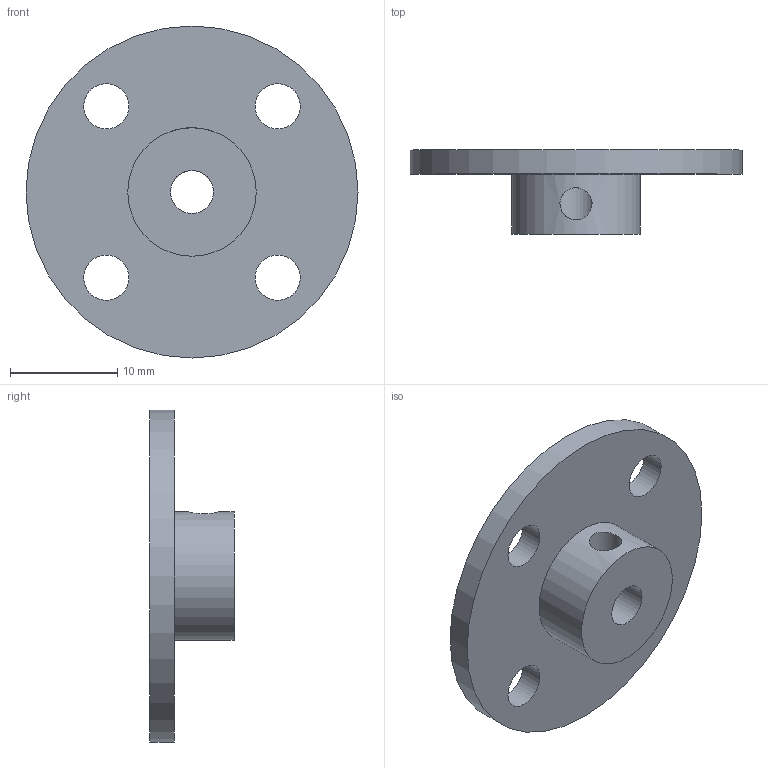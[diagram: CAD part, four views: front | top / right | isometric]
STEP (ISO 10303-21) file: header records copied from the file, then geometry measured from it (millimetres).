
FILE_DESCRIPTION( ( '' ), ' ' );
FILE_NAME( '5aba66fb2d83c510726fb0b2.step', '2018-03-27T15:44:59', ( '' ), ( '' ), ' ', ' ', ' ' );
FILE_SCHEMA( ( 'AUTOMOTIVE_DESIGN { 1 0 10303 214 1 1 1 1 }' ) );
Length unit declared in the file: metre
Products named in the file (2): Curve 1; 08-0024 4mm Hub
Bounding box: 31 x 7.85 x 31 mm (x, y, z)
Volume: 2077.7 mm3; surface area: 2045.6 mm2
Topology: 1 solids, 1 shells, 11 faces, 27 edges, 20 vertices
Faces by surface type: cylinder 8, plane 3
Full cylindrical faces by diameter (mm): 3 x1, 4 x1, 4.225 x4, 12 x1, 31 x1
Entity records: 1227 total; most frequent: CARTESIAN_POINT 862, DIRECTION 54, EDGE_LOOP 32, ORIENTED_EDGE 32, AXIS2_PLACEMENT_3D 27, FACE_OUTER_BOUND 19, EDGE_CURVE 16, VERTEX_POINT 16
